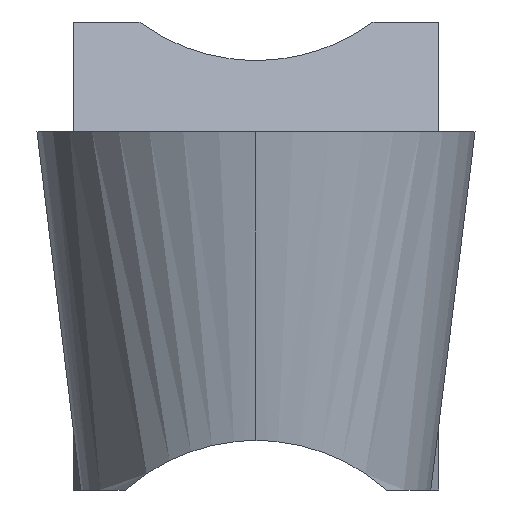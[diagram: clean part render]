
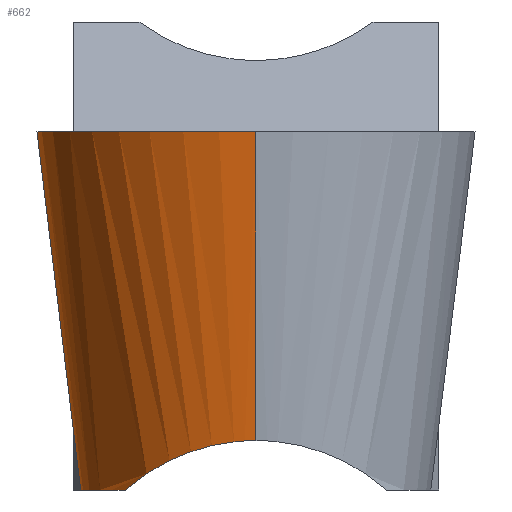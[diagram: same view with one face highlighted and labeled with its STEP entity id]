
A CAD part, front view. The second image highlights one B-rep face of the part: STEP entity #662.
In plain terms, the highlighted free-form (B-spline) face has degree [5, 1] with [9, 2] control points.
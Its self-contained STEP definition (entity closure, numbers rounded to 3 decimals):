
#104=AXIS2_PLACEMENT_3D('Circle Axis2P3D',#102,#103,$) ;
#99=CARTESIAN_POINT('Vertex',(-2.432,4.757,0.)) ;
#102=CARTESIAN_POINT('Axis2P3D Location',(0.,3.,0.)) ;
#106=CARTESIAN_POINT('Vertex',(0.,0.,0.)) ;
#268=CARTESIAN_POINT('Control Point',(-2.129,4.105,-4.9)) ;
#269=CARTESIAN_POINT('Control Point',(-2.236,4.334,-3.268)) ;
#270=CARTESIAN_POINT('Control Point',(-2.335,4.547,-1.637)) ;
#271=CARTESIAN_POINT('Control Point',(-2.432,4.756,0.)) ;
#272=CARTESIAN_POINT('Vertex',(-2.129,4.105,-4.9)) ;
#610=CARTESIAN_POINT('Control Point',(0.,6.,0.)) ;
#611=CARTESIAN_POINT('Control Point',(0.,5.398,-4.9)) ;
#612=CARTESIAN_POINT('Control Point',(-0.944,6.,0.)) ;
#613=CARTESIAN_POINT('Control Point',(-0.754,5.398,-4.9)) ;
#614=CARTESIAN_POINT('Control Point',(-1.887,5.629,0.)) ;
#615=CARTESIAN_POINT('Control Point',(-1.509,5.102,-4.9)) ;
#616=CARTESIAN_POINT('Control Point',(-2.629,4.887,0.)) ;
#617=CARTESIAN_POINT('Control Point',(-2.102,4.509,-4.9)) ;
#618=CARTESIAN_POINT('Control Point',(-3.371,3.,0.)) ;
#619=CARTESIAN_POINT('Control Point',(-2.695,3.,-4.9)) ;
#620=CARTESIAN_POINT('Control Point',(-2.629,1.113,0.)) ;
#621=CARTESIAN_POINT('Control Point',(-2.102,1.491,-4.9)) ;
#622=CARTESIAN_POINT('Control Point',(-1.887,0.371,0.)) ;
#623=CARTESIAN_POINT('Control Point',(-1.509,0.898,-4.9)) ;
#624=CARTESIAN_POINT('Control Point',(-0.944,0.,0.)) ;
#625=CARTESIAN_POINT('Control Point',(-0.754,0.602,-4.9)) ;
#626=CARTESIAN_POINT('Control Point',(0.,0.,0.)) ;
#627=CARTESIAN_POINT('Control Point',(0.,0.602,-4.9)) ;
#629=CARTESIAN_POINT('Control Point',(-1.786,1.399,-4.9)) ;
#630=CARTESIAN_POINT('Control Point',(-1.549,1.097,-4.691)) ;
#631=CARTESIAN_POINT('Control Point',(-1.249,0.84,-4.489)) ;
#632=CARTESIAN_POINT('Control Point',(-0.88,0.628,-4.316)) ;
#633=CARTESIAN_POINT('Control Point',(-0.439,0.519,-4.225)) ;
#634=CARTESIAN_POINT('Control Point',(0.,0.519,-4.225)) ;
#635=CARTESIAN_POINT('Vertex',(-1.786,1.399,-4.9)) ;
#637=CARTESIAN_POINT('Vertex',(0.,0.519,-4.225)) ;
#641=CARTESIAN_POINT('Control Point',(0.,0.,0.)) ;
#642=CARTESIAN_POINT('Control Point',(0.,0.519,-4.225)) ;
#645=CARTESIAN_POINT('Control Point',(-2.129,4.105,-4.9)) ;
#646=CARTESIAN_POINT('Control Point',(-2.234,3.901,-4.9)) ;
#647=CARTESIAN_POINT('Control Point',(-2.316,3.685,-4.9)) ;
#648=CARTESIAN_POINT('Control Point',(-2.371,3.46,-4.9)) ;
#649=CARTESIAN_POINT('Control Point',(-2.44,2.879,-4.9)) ;
#650=CARTESIAN_POINT('Control Point',(-2.334,2.298,-4.9)) ;
#651=CARTESIAN_POINT('Control Point',(-2.206,1.963,-4.9)) ;
#652=CARTESIAN_POINT('Control Point',(-2.02,1.66,-4.9)) ;
#653=CARTESIAN_POINT('Control Point',(-1.786,1.399,-4.9)) ;
#103=DIRECTION('Axis2P3D Direction',(0.,0.,1.)) ;
#656=ORIENTED_EDGE('',*,*,#639,.T.) ;
#657=ORIENTED_EDGE('',*,*,#643,.F.) ;
#658=ORIENTED_EDGE('',*,*,#108,.F.) ;
#659=ORIENTED_EDGE('',*,*,#274,.F.) ;
#660=ORIENTED_EDGE('',*,*,#654,.T.) ;
#662=ADVANCED_FACE('CUT',(#661),#609,.F.) ;
#267=B_SPLINE_CURVE_WITH_KNOTS('',3,(#268,#269,#270,#271),.UNSPECIFIED.,.F.,.U.,(4,4),(0.,7.011),.UNSPECIFIED.) ;
#628=B_SPLINE_CURVE_WITH_KNOTS('',5,(#629,#630,#631,#632,#633,#634),.UNSPECIFIED.,.F.,.U.,(6,6),(0.,3.255),.UNSPECIFIED.) ;
#640=B_SPLINE_CURVE_WITH_KNOTS('',1,(#641,#642),.UNSPECIFIED.,.F.,.U.,(2,2),(0.,4.257),.UNSPECIFIED.) ;
#644=B_SPLINE_CURVE_WITH_KNOTS('',5,(#645,#646,#647,#648,#649,#650,#651,#652,#653),.UNSPECIFIED.,.F.,.U.,(6,3,6),(2.97,4.272,6.259),.UNSPECIFIED.) ;
#609=B_SPLINE_SURFACE_WITH_KNOTS('',5,1,((#610,#611),(#612,#613),(#614,#615),(#616,#617),(#618,#619),(#620,#621),(#622,#623),(#624,#625),(#626,#627)),.UNSPECIFIED.,.F.,.F.,.U.,(6,3,6),(2,2),(0.,4.272,8.543),(0.,4.937),.UNSPECIFIED.) ;
#105=CIRCLE('generated circle',#104,3.) ;
#108=EDGE_CURVE('',#100,#107,#105,.T.) ;
#274=EDGE_CURVE('',#273,#100,#267,.T.) ;
#639=EDGE_CURVE('',#636,#638,#628,.T.) ;
#643=EDGE_CURVE('',#107,#638,#640,.T.) ;
#654=EDGE_CURVE('',#273,#636,#644,.T.) ;
#655=EDGE_LOOP('',(#656,#657,#658,#659,#660)) ;
#661=FACE_OUTER_BOUND('',#655,.T.) ;
#100=VERTEX_POINT('',#99) ;
#107=VERTEX_POINT('',#106) ;
#273=VERTEX_POINT('',#272) ;
#636=VERTEX_POINT('',#635) ;
#638=VERTEX_POINT('',#637) ;
